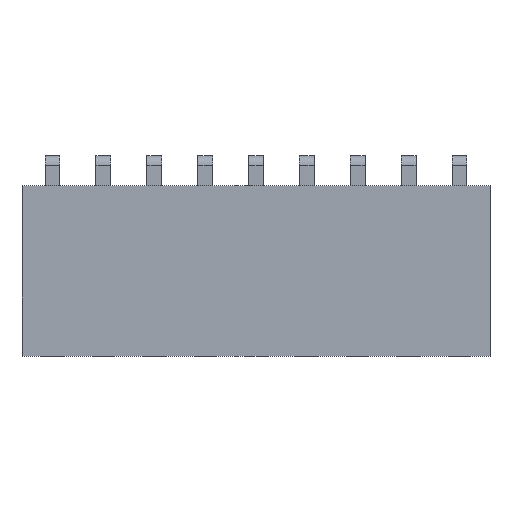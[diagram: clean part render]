
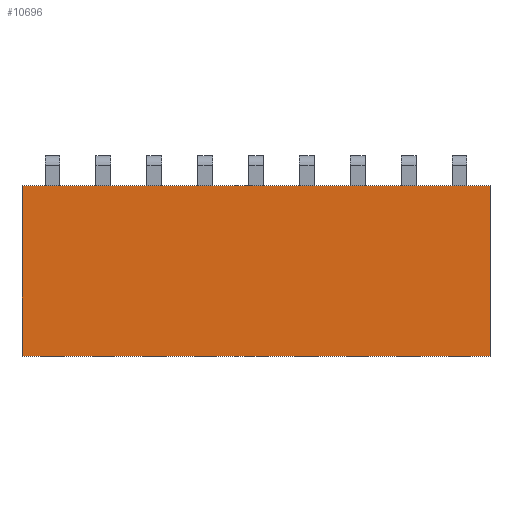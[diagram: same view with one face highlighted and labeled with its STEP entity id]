
A CAD part, top view. The second image highlights one B-rep face of the part: STEP entity #10696.
In plain terms, the highlighted face is planar.
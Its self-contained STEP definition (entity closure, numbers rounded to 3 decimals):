
#1440=ORIENTED_EDGE('',*,*,#3055,.F.);
#1441=ORIENTED_EDGE('',*,*,#3056,.F.);
#1442=ORIENTED_EDGE('',*,*,#3053,.F.);
#1443=ORIENTED_EDGE('',*,*,#3057,.F.);
#3053=EDGE_CURVE('',#3911,#3912,#4758,.T.);
#3055=EDGE_CURVE('',#3913,#3914,#4760,.T.);
#3056=EDGE_CURVE('',#3912,#3913,#4761,.T.);
#3057=EDGE_CURVE('',#3914,#3911,#4762,.T.);
#3911=VERTEX_POINT('',#15121);
#3912=VERTEX_POINT('',#15123);
#3913=VERTEX_POINT('',#15127);
#3914=VERTEX_POINT('',#15128);
#4758=LINE('',#15122,#5745);
#4760=LINE('',#15126,#5747);
#4761=LINE('',#15129,#5748);
#4762=LINE('',#15130,#5749);
#5745=VECTOR('',#12522,1000.);
#5747=VECTOR('',#12526,1000.);
#5748=VECTOR('',#12527,1000.);
#5749=VECTOR('',#12528,1000.);
#6382=EDGE_LOOP('',(#1440,#1441,#1442,#1443));
#6833=FACE_BOUND('',#6382,.T.);
#7248=PLANE('',#11154);
#10696=ADVANCED_FACE('',(#6833),#7248,.F.);
#11154=AXIS2_PLACEMENT_3D('',#15125,#12524,#12525);
#12522=DIRECTION('',(1.,0.,0.));
#12524=DIRECTION('',(0.,-1.,0.));
#12525=DIRECTION('',(0.,0.,-1.));
#12526=DIRECTION('',(-1.,0.,0.));
#12527=DIRECTION('',(0.,0.,1.));
#12528=DIRECTION('',(0.,0.,-1.));
#15121=CARTESIAN_POINT('',(-11.68,1.25,-4.25));
#15122=CARTESIAN_POINT('',(-11.68,1.25,-4.25));
#15123=CARTESIAN_POINT('',(11.68,1.25,-4.25));
#15125=CARTESIAN_POINT('',(0.,1.25,0.));
#15126=CARTESIAN_POINT('',(11.68,1.25,4.25));
#15127=CARTESIAN_POINT('',(11.68,1.25,4.25));
#15128=CARTESIAN_POINT('',(-11.68,1.25,4.25));
#15129=CARTESIAN_POINT('',(11.68,1.25,-4.25));
#15130=CARTESIAN_POINT('',(-11.68,1.25,4.25));
